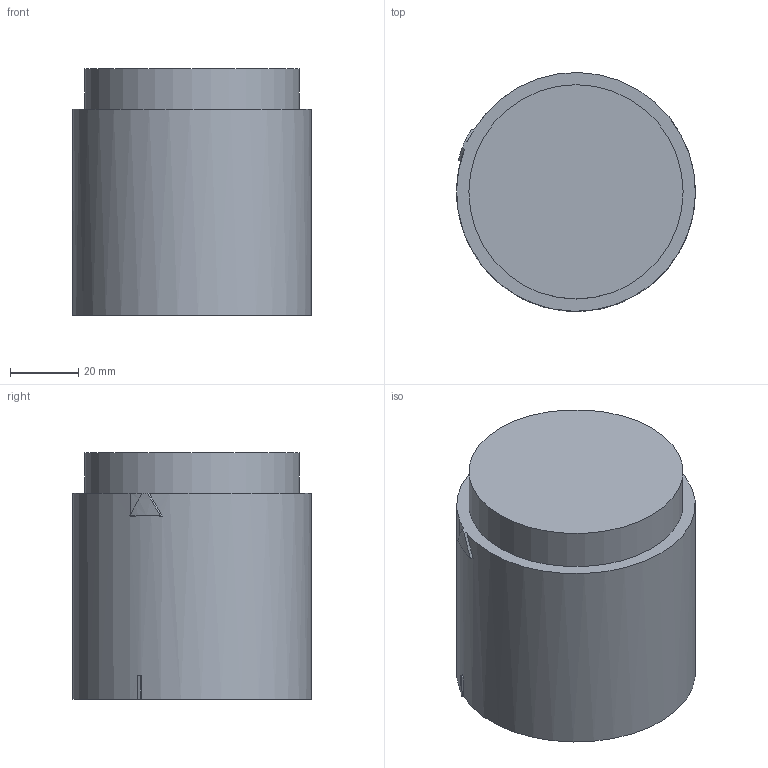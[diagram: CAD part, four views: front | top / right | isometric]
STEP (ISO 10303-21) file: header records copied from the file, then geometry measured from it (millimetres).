
FILE_DESCRIPTION(/* description */ (''),/* implementation_level */ '2;1');
FILE_NAME(/* name */ 'PC7BHV7_AuerSignal_910773313.stp',/* time_stamp */ '2021-05-20T09:03:01+02:00',/* author */ (''),/* organization */ (''),/* preprocessor_version */ 'ST-DEVELOPER v16',/* originating_system */ 'SIEMENS PLM Software NX 10.0',/* authorisation */ '');
FILE_SCHEMA (('AUTOMOTIVE_DESIGN { 1 0 10303 214 3 1 1 1 }'));
Length unit declared in the file: millimetre
Products named in the file (1): P.Ge5A4074D5e7ng
Bounding box: 69.99 x 69.99 x 72.3 mm (x, y, z)
Volume: 207448.1 mm3; surface area: 27343.8 mm2
Topology: 1 solids, 1 shells, 16 faces, 35 edges, 23 vertices
Faces by surface type: plane 10, cylinder 4, cone 2
Full cylindrical faces by diameter (mm): 62 x1, 62.8 x1, 70 x1
Entity records: 424 total; most frequent: DIRECTION 74, CARTESIAN_POINT 70, ORIENTED_EDGE 56, AXIS2_PLACEMENT_3D 32, EDGE_CURVE 28, EDGE_LOOP 20, VERTEX_POINT 20, ADVANCED_FACE 15
